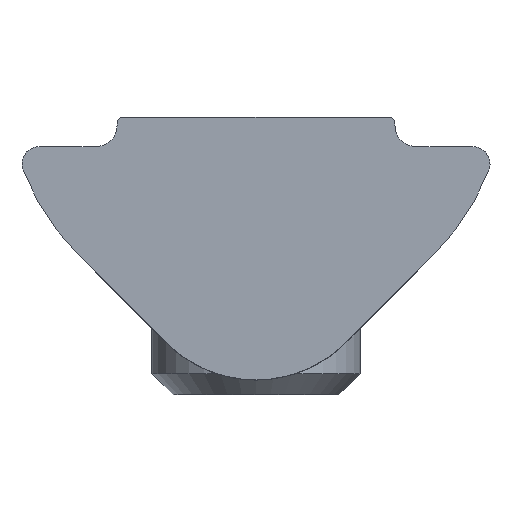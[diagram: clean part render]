
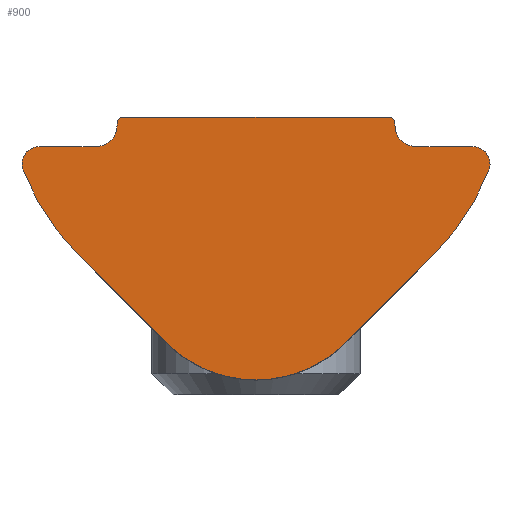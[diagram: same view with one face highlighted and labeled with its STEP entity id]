
A CAD part, left-side view. The second image highlights one B-rep face of the part: STEP entity #900.
In plain terms, the highlighted planar face has unit normal (-1, 0, 0).
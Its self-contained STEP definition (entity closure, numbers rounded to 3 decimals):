
#449=CARTESIAN_POINT('',(12.,16.001,-3.95));
#450=VERTEX_POINT('',#449);
#457=CARTESIAN_POINT('',(12.,16.001,-4.));
#458=VERTEX_POINT('',#457);
#459=CARTESIAN_POINT('',(12.,16.001,-3.95));
#460=DIRECTION('',(0.0,0.,-1.0));
#461=VECTOR('',#460,0.05);
#462=LINE('',#459,#461);
#463=EDGE_CURVE('',#450,#458,#462,.T.);
#505=CARTESIAN_POINT('',(12.,16.201,-3.75));
#506=VERTEX_POINT('',#505);
#513=CARTESIAN_POINT('',(12.,16.201,-3.95));
#514=DIRECTION('',(1.0,0.0,0.0));
#515=DIRECTION('',(0.0,0.0,-1.0));
#516=AXIS2_PLACEMENT_3D('',#513,#514,#515);
#517=CIRCLE('',#516,0.2);
#518=EDGE_CURVE('',#506,#450,#517,.T.);
#567=CARTESIAN_POINT('',(12.,23.801,-3.75));
#568=VERTEX_POINT('',#567);
#575=CARTESIAN_POINT('',(12.,23.801,-3.75));
#576=DIRECTION('',(0.0,-1.0,0.0));
#577=VECTOR('',#576,7.6);
#578=LINE('',#575,#577);
#579=EDGE_CURVE('',#568,#506,#578,.T.);
#601=CARTESIAN_POINT('',(12.,24.001,-3.95));
#602=VERTEX_POINT('',#601);
#609=CARTESIAN_POINT('',(12.,23.801,-3.95));
#610=DIRECTION('',(1.0,0.0,0.0));
#611=DIRECTION('',(0.0,-1.0,0.0));
#612=AXIS2_PLACEMENT_3D('',#609,#610,#611);
#613=CIRCLE('',#612,0.2);
#614=EDGE_CURVE('',#602,#568,#613,.T.);
#642=CARTESIAN_POINT('',(12.,14.91,-7.742));
#643=VERTEX_POINT('',#642);
#650=CARTESIAN_POINT('',(12.,17.418,-10.251));
#651=VERTEX_POINT('',#650);
#652=CARTESIAN_POINT('',(12.,14.91,-7.742));
#653=DIRECTION('',(0.,0.707,-0.707));
#654=VECTOR('',#653,3.548);
#655=LINE('',#652,#654);
#656=EDGE_CURVE('',#643,#651,#655,.T.);
#797=CARTESIAN_POINT('',(12.,27.411,-3.372));
#798=DIRECTION('',(1.0,0.0,0.0));
#799=DIRECTION('',(0.0,-1.0,0.0));
#800=AXIS2_PLACEMENT_3D('',#797,#798,#799);
#801=PLANE('',#800);
#802=CARTESIAN_POINT('',(12.,15.401,-4.6));
#803=VERTEX_POINT('',#802);
#804=CARTESIAN_POINT('',(12.,13.766,-4.6));
#805=VERTEX_POINT('',#804);
#806=CARTESIAN_POINT('',(12.,15.401,-4.6));
#807=DIRECTION('',(0.0,-1.0,0.0));
#808=VECTOR('',#807,1.635);
#809=LINE('',#806,#808);
#810=EDGE_CURVE('',#803,#805,#809,.T.);
#811=ORIENTED_EDGE('',*,*,#810,.F.);
#812=CARTESIAN_POINT('',(12.,15.401,-4.));
#813=DIRECTION('',(-1.0,0.0,0.0));
#814=DIRECTION('',(0.0,0.0,-1.0));
#815=AXIS2_PLACEMENT_3D('',#812,#813,#814);
#816=CIRCLE('',#815,0.6);
#817=EDGE_CURVE('',#458,#803,#816,.T.);
#818=ORIENTED_EDGE('',*,*,#817,.F.);
#819=ORIENTED_EDGE('',*,*,#463,.F.);
#820=ORIENTED_EDGE('',*,*,#518,.F.);
#821=ORIENTED_EDGE('',*,*,#579,.F.);
#822=ORIENTED_EDGE('',*,*,#614,.F.);
#823=CARTESIAN_POINT('',(12.,24.001,-4.));
#824=VERTEX_POINT('',#823);
#825=CARTESIAN_POINT('',(12.,24.001,-4.));
#826=DIRECTION('',(0.0,0.,1.0));
#827=VECTOR('',#826,0.05);
#828=LINE('',#825,#827);
#829=EDGE_CURVE('',#824,#602,#828,.T.);
#830=ORIENTED_EDGE('',*,*,#829,.F.);
#831=CARTESIAN_POINT('',(12.,24.601,-4.6));
#832=VERTEX_POINT('',#831);
#833=CARTESIAN_POINT('',(12.,24.601,-4.));
#834=DIRECTION('',(-1.0,0.0,0.0));
#835=DIRECTION('',(0.0,-1.0,0.0));
#836=AXIS2_PLACEMENT_3D('',#833,#834,#835);
#837=CIRCLE('',#836,0.6);
#838=EDGE_CURVE('',#832,#824,#837,.T.);
#839=ORIENTED_EDGE('',*,*,#838,.F.);
#840=CARTESIAN_POINT('',(12.,26.236,-4.6));
#841=VERTEX_POINT('',#840);
#842=CARTESIAN_POINT('',(12.,26.236,-4.6));
#843=DIRECTION('',(0.0,-1.0,0.0));
#844=VECTOR('',#843,1.635);
#845=LINE('',#842,#844);
#846=EDGE_CURVE('',#841,#832,#845,.T.);
#847=ORIENTED_EDGE('',*,*,#846,.F.);
#848=CARTESIAN_POINT('',(12.,26.702,-5.284));
#849=VERTEX_POINT('',#848);
#850=CARTESIAN_POINT('',(12.,26.236,-5.101));
#851=DIRECTION('',(1.0,0.,0.));
#852=DIRECTION('',(0.,-0.931,0.366));
#853=AXIS2_PLACEMENT_3D('',#850,#851,#852);
#854=CIRCLE('',#853,0.501);
#855=EDGE_CURVE('',#849,#841,#854,.T.);
#856=ORIENTED_EDGE('',*,*,#855,.F.);
#857=CARTESIAN_POINT('',(12.,25.092,-7.742));
#858=VERTEX_POINT('',#857);
#859=CARTESIAN_POINT('',(12.,20.001,-2.651));
#860=DIRECTION('',(1.0,0.,0.));
#861=DIRECTION('',(0.,-0.707,0.707));
#862=AXIS2_PLACEMENT_3D('',#859,#860,#861);
#863=CIRCLE('',#862,7.2);
#864=EDGE_CURVE('',#858,#849,#863,.T.);
#865=ORIENTED_EDGE('',*,*,#864,.F.);
#866=CARTESIAN_POINT('',(12.,22.584,-10.251));
#867=VERTEX_POINT('',#866);
#868=CARTESIAN_POINT('',(12.,22.584,-10.251));
#869=DIRECTION('',(0.,0.707,0.707));
#870=VECTOR('',#869,3.548);
#871=LINE('',#868,#870);
#872=EDGE_CURVE('',#867,#858,#871,.T.);
#873=ORIENTED_EDGE('',*,*,#872,.F.);
#874=CARTESIAN_POINT('',(12.,20.001,-7.668));
#875=DIRECTION('',(1.0,0.,0.));
#876=DIRECTION('',(0.,0.707,0.707));
#877=AXIS2_PLACEMENT_3D('',#874,#875,#876);
#878=CIRCLE('',#877,3.653);
#879=EDGE_CURVE('',#651,#867,#878,.T.);
#880=ORIENTED_EDGE('',*,*,#879,.F.);
#881=ORIENTED_EDGE('',*,*,#656,.F.);
#882=CARTESIAN_POINT('',(12.,13.3,-5.284));
#883=VERTEX_POINT('',#882);
#884=CARTESIAN_POINT('',(12.,20.001,-2.651));
#885=DIRECTION('',(1.0,0.,0.));
#886=DIRECTION('',(0.,0.931,0.366));
#887=AXIS2_PLACEMENT_3D('',#884,#885,#886);
#888=CIRCLE('',#887,7.2);
#889=EDGE_CURVE('',#883,#643,#888,.T.);
#890=ORIENTED_EDGE('',*,*,#889,.F.);
#891=CARTESIAN_POINT('',(12.,13.766,-5.101));
#892=DIRECTION('',(1.0,0.0,0.0));
#893=DIRECTION('',(0.0,0.0,-1.0));
#894=AXIS2_PLACEMENT_3D('',#891,#892,#893);
#895=CIRCLE('',#894,0.501);
#896=EDGE_CURVE('',#805,#883,#895,.T.);
#897=ORIENTED_EDGE('',*,*,#896,.F.);
#898=EDGE_LOOP('',(#811,#818,#819,#820,#821,#822,#830,#839,#847,#856,#865,#873,#880,#881,#890,#897));
#899=FACE_OUTER_BOUND('',#898,.T.);
#900=ADVANCED_FACE('',(#899),#801,.F.);
